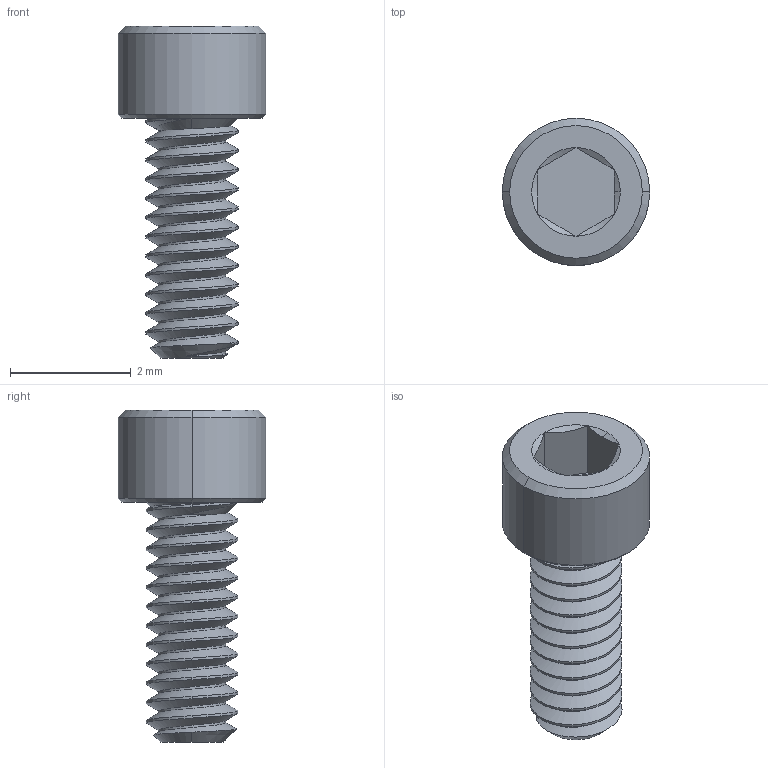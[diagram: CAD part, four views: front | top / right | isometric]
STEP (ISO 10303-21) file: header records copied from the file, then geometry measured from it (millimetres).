
FILE_DESCRIPTION (( 'STEP AP203' ), '1' );
FILE_NAME ('92196A053_18-8 Stainless Steel Socket Head Screw.STEP', '2021-10-01T15:41:04', ( 'Administrator' ), ( 'Managed by Terraform' ), 'SwSTEP 2.0', 'SolidWorks 2017', '' );
FILE_SCHEMA (( 'CONFIG_CONTROL_DESIGN' ));
Length unit declared in the file: inch
Products named in the file (1): 92196A053_18-8 Stainless Steel Socket Head Screw
Bounding box: 2.44 x 2.44 x 5.49 mm (x, y, z)
Volume: 11.2 mm3; surface area: 51.7 mm2
Topology: 1 solids, 1 shells, 56 faces, 136 edges, 84 vertices
Faces by surface type: cylinder 27, cone 16, plane 10, bspline 3
Entity records: 3223 total; most frequent: CARTESIAN_POINT 2019, ORIENTED_EDGE 272, DIRECTION 197, EDGE_CURVE 136, VERTEX_POINT 84, AXIS2_PLACEMENT_3D 75, EDGE_LOOP 58, FACE_OUTER_BOUND 56
